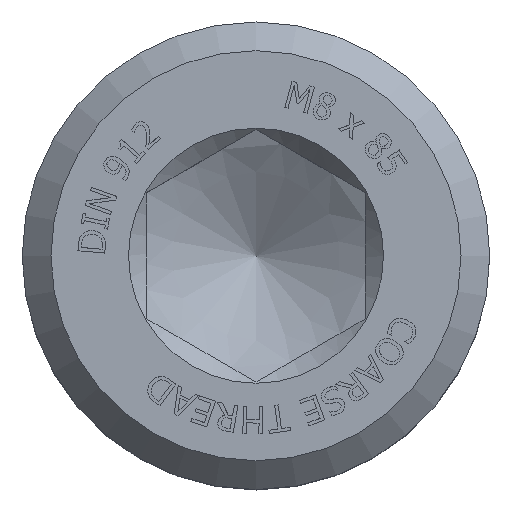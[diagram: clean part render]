
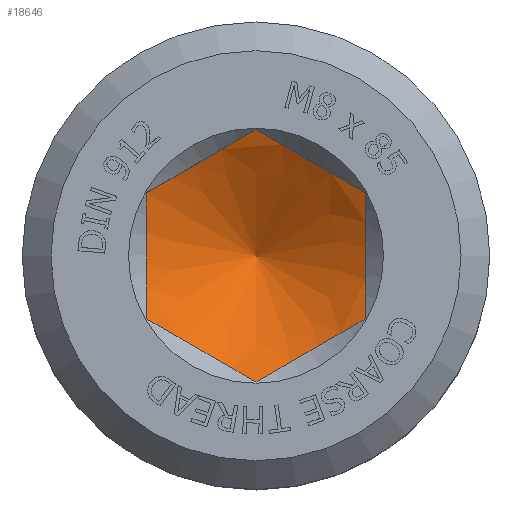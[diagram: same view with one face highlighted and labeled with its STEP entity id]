
A CAD part, top view. The second image highlights one B-rep face of the part: STEP entity #18646.
In plain terms, the highlighted conical face has half-angle 60 degrees and reference radius 2.6 mm.
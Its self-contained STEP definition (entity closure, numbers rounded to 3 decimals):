
#18274=CARTESIAN_POINT('',(0.,3.51,-4.0));
#18275=VERTEX_POINT('',#18274);
#18282=CARTESIAN_POINT('',(3.04,1.755,-4.0));
#18283=VERTEX_POINT('',#18282);
#18284=CARTESIAN_POINT('',(3.04,1.755,-4.0));
#18285=CARTESIAN_POINT('',(1.52,2.633,-4.507));
#18286=CARTESIAN_POINT('',(0.,3.51,-4.0));
#18294=(BOUNDED_CURVE()B_SPLINE_CURVE(2,(#18284,#18285,#18286),.UNSPECIFIED.,.F.,.U.)B_SPLINE_CURVE_WITH_KNOTS((3,3),(0.21,0.67),.UNSPECIFIED.)CURVE()GEOMETRIC_REPRESENTATION_ITEM()RATIONAL_B_SPLINE_CURVE((1.258,1.453,1.258))REPRESENTATION_ITEM(''));
#18295=EDGE_CURVE('',#18283,#18275,#18294,.T.);
#18312=CARTESIAN_POINT('',(-3.04,1.755,-4.0));
#18313=VERTEX_POINT('',#18312);
#18320=CARTESIAN_POINT('',(0.,3.51,-4.0));
#18321=CARTESIAN_POINT('',(-1.52,2.633,-4.507));
#18322=CARTESIAN_POINT('',(-3.04,1.755,-4.0));
#18330=(BOUNDED_CURVE()B_SPLINE_CURVE(2,(#18320,#18321,#18322),.UNSPECIFIED.,.F.,.U.)B_SPLINE_CURVE_WITH_KNOTS((3,3),(0.21,0.67),.UNSPECIFIED.)CURVE()GEOMETRIC_REPRESENTATION_ITEM()RATIONAL_B_SPLINE_CURVE((1.258,1.453,1.258))REPRESENTATION_ITEM(''));
#18331=EDGE_CURVE('',#18275,#18313,#18330,.T.);
#18343=CARTESIAN_POINT('',(-3.04,-1.755,-4.0));
#18344=VERTEX_POINT('',#18343);
#18351=CARTESIAN_POINT('',(-3.04,1.755,-4.0));
#18352=CARTESIAN_POINT('',(-3.04,0.,-4.507));
#18353=CARTESIAN_POINT('',(-3.04,-1.755,-4.0));
#18361=(BOUNDED_CURVE()B_SPLINE_CURVE(2,(#18351,#18352,#18353),.UNSPECIFIED.,.F.,.U.)B_SPLINE_CURVE_WITH_KNOTS((3,3),(0.21,0.67),.UNSPECIFIED.)CURVE()GEOMETRIC_REPRESENTATION_ITEM()RATIONAL_B_SPLINE_CURVE((1.258,1.453,1.258))REPRESENTATION_ITEM(''));
#18362=EDGE_CURVE('',#18313,#18344,#18361,.T.);
#18374=CARTESIAN_POINT('',(0.,-3.51,-4.0));
#18375=VERTEX_POINT('',#18374);
#18382=CARTESIAN_POINT('',(-3.04,-1.755,-4.0));
#18383=CARTESIAN_POINT('',(-1.52,-2.633,-4.507));
#18384=CARTESIAN_POINT('',(0.,-3.51,-4.0));
#18392=(BOUNDED_CURVE()B_SPLINE_CURVE(2,(#18382,#18383,#18384),.UNSPECIFIED.,.F.,.U.)B_SPLINE_CURVE_WITH_KNOTS((3,3),(0.21,0.67),.UNSPECIFIED.)CURVE()GEOMETRIC_REPRESENTATION_ITEM()RATIONAL_B_SPLINE_CURVE((1.258,1.453,1.258))REPRESENTATION_ITEM(''));
#18393=EDGE_CURVE('',#18344,#18375,#18392,.T.);
#18405=CARTESIAN_POINT('',(3.04,-1.755,-4.));
#18406=VERTEX_POINT('',#18405);
#18413=CARTESIAN_POINT('',(0.,-3.51,-4.0));
#18414=CARTESIAN_POINT('',(1.52,-2.633,-4.507));
#18415=CARTESIAN_POINT('',(3.04,-1.755,-4.));
#18423=(BOUNDED_CURVE()B_SPLINE_CURVE(2,(#18413,#18414,#18415),.UNSPECIFIED.,.F.,.U.)B_SPLINE_CURVE_WITH_KNOTS((3,3),(0.21,0.67),.UNSPECIFIED.)CURVE()GEOMETRIC_REPRESENTATION_ITEM()RATIONAL_B_SPLINE_CURVE((1.258,1.453,1.258))REPRESENTATION_ITEM(''));
#18424=EDGE_CURVE('',#18375,#18406,#18423,.T.);
#18437=CARTESIAN_POINT('',(3.04,-1.755,-4.));
#18438=CARTESIAN_POINT('',(3.04,0.,-4.507));
#18439=CARTESIAN_POINT('',(3.04,1.755,-4.0));
#18447=(BOUNDED_CURVE()B_SPLINE_CURVE(2,(#18437,#18438,#18439),.UNSPECIFIED.,.F.,.U.)B_SPLINE_CURVE_WITH_KNOTS((3,3),(0.21,0.67),.UNSPECIFIED.)CURVE()GEOMETRIC_REPRESENTATION_ITEM()RATIONAL_B_SPLINE_CURVE((1.258,1.453,1.258))REPRESENTATION_ITEM(''));
#18448=EDGE_CURVE('',#18406,#18283,#18447,.T.);
#18633=CARTESIAN_POINT('',(0.0,0.,-4.526));
#18634=DIRECTION('',(0.0,0.,1.0));
#18635=DIRECTION('',(0.0,1.0,0.0));
#18636=AXIS2_PLACEMENT_3D('',#18633,#18634,#18635);
#18637=CONICAL_SURFACE('',#18636,2.6,60.);
#18638=ORIENTED_EDGE('',*,*,#18362,.T.);
#18639=ORIENTED_EDGE('',*,*,#18393,.T.);
#18640=ORIENTED_EDGE('',*,*,#18424,.T.);
#18641=ORIENTED_EDGE('',*,*,#18448,.T.);
#18642=ORIENTED_EDGE('',*,*,#18295,.T.);
#18643=ORIENTED_EDGE('',*,*,#18331,.T.);
#18644=EDGE_LOOP('',(#18638,#18639,#18640,#18641,#18642,#18643));
#18645=FACE_OUTER_BOUND('',#18644,.T.);
#18646=ADVANCED_FACE('',(#18645),#18637,.F.);
